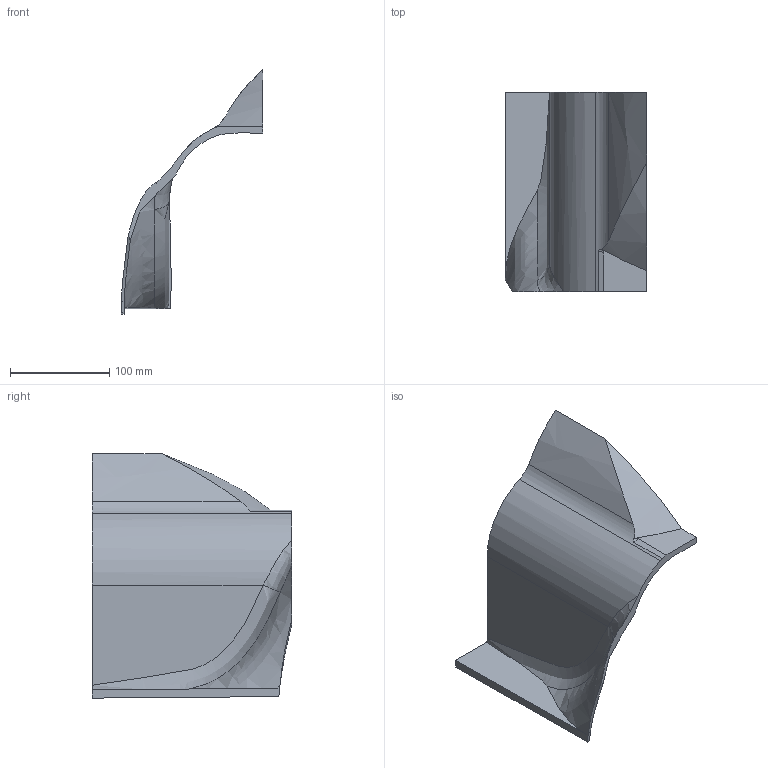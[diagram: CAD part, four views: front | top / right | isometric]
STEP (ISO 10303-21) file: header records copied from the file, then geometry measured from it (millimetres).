
FILE_DESCRIPTION(/* description */ ('Unknown'),/* implementation_level */ '2;1');
FILE_NAME(/* name */ 'Body_2_rechts',/* time_stamp */ '2024-05-08T01:15:52+02:00',/* author */ ('Unknown'),/* organization */ ('Unknown'),/* preprocessor_version */ 'ST-DEVELOPER v18.104',/* originating_system */ 'Solid Edge',/* authorisation */ 'Unknown');
FILE_SCHEMA (('AUTOMOTIVE_DESIGN {1 0 10303 214 3 1 1}'));
Length unit declared in the file: millimetre
Products named in the file (1): Body_2_rechts
Bounding box: 142.5 x 201.33 x 246.47 mm (x, y, z)
Volume: 191374.3 mm3; surface area: 129945.4 mm2
Topology: 1 solids, 1 shells, 61 faces, 167 edges, 108 vertices
Faces by surface type: bspline 26, plane 25, cylinder 7, torus 3
Entity records: 5222 total; most frequent: CARTESIAN_POINT 3873, ORIENTED_EDGE 334, DIRECTION 179, EDGE_CURVE 167, VERTEX_POINT 108, B_SPLINE_CURVE_WITH_KNOTS 78, LINE 71, VECTOR 71
